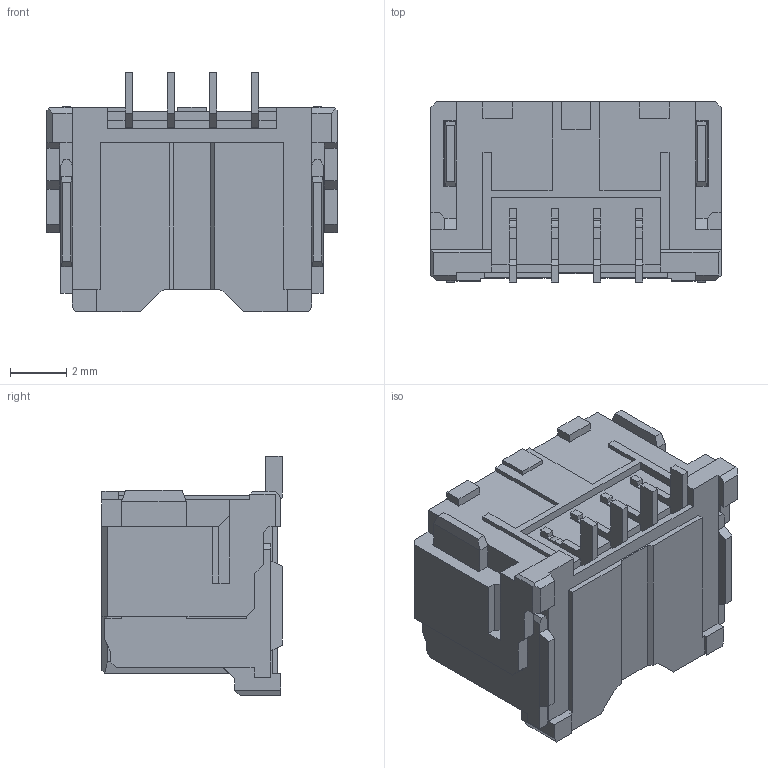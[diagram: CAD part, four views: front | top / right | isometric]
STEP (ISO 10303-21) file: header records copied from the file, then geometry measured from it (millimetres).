
FILE_DESCRIPTION((''),'2;1');
FILE_NAME('2132260431','2020-02-11T',('gga'),(''),'PRO/ENGINEER BY PARAMETRIC TECHNOLOGY CORPORATION, 2016010','PRO/ENGINEER BY PARAMETRIC TECHNOLOGY CORPORATION, 2016010','');
FILE_SCHEMA(('CONFIG_CONTROL_DESIGN'));
Length unit declared in the file: millimetre
Products named in the file (1): 2132260431
Bounding box: 10.3 x 6.4 x 8.5 mm (x, y, z)
Volume: 218.9 mm3; surface area: 632.9 mm2
Topology: 1 solids, 1 shells, 426 faces, 1254 edges, 826 vertices
Faces by surface type: plane 390, cylinder 36
Entity records: 13916 total; most frequent: CARTESIAN_POINT 2528, ORIENTED_EDGE 2460, DIRECTION 2160, EDGE_CURVE 1230, VECTOR 1178, LINE 1178, VERTEX_POINT 802, AXIS2_PLACEMENT_3D 491
